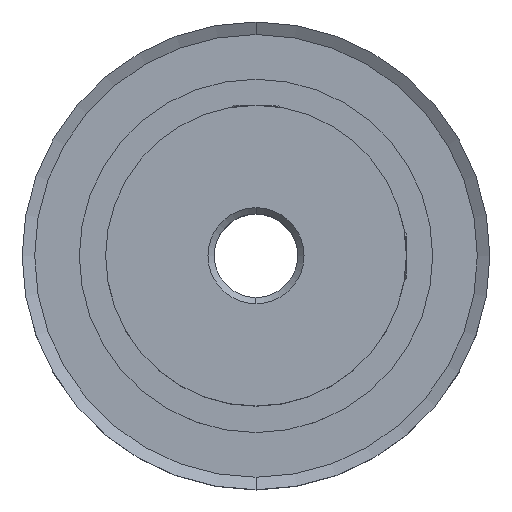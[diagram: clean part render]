
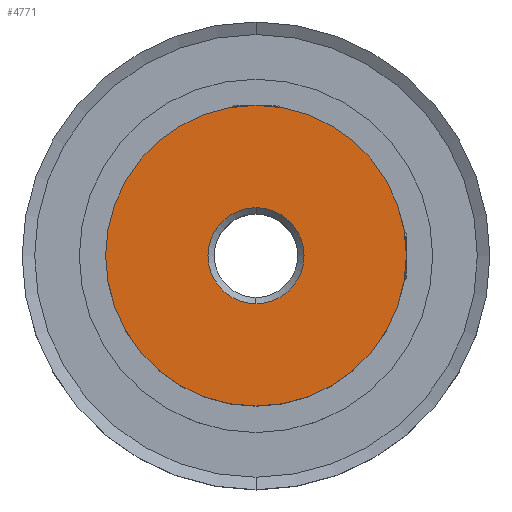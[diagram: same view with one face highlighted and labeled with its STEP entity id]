
A CAD part, top view. The second image highlights one B-rep face of the part: STEP entity #4771.
In plain terms, the highlighted planar face has unit normal (0, 0, 1).
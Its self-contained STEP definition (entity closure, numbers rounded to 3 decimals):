
#14=CARTESIAN_POINT('',(0.,0.,7.7));
#15=DIRECTION('',(0.,0.,1.));
#16=DIRECTION('',(0.,1.,0.));
#17=AXIS2_PLACEMENT_3D('',#14,#15,#16);
#19=CARTESIAN_POINT('',(0.,0.,7.7));
#20=DIRECTION('',(0.,0.,-1.));
#21=DIRECTION('',(0.,1.,0.));
#22=AXIS2_PLACEMENT_3D('',#19,#20,#21);
#29=CARTESIAN_POINT('',(0.,0.,7.7));
#30=DIRECTION('',(0.,0.,-1.));
#31=DIRECTION('',(0.,1.,0.));
#32=AXIS2_PLACEMENT_3D('',#29,#30,#31);
#3479=CARTESIAN_POINT('',(0.,0.,7.7));
#3480=DIRECTION('',(0.,0.,1.));
#3481=DIRECTION('',(0.,1.,0.));
#3482=AXIS2_PLACEMENT_3D('',#3479,#3480,#3481);
#3794=CARTESIAN_POINT('',(0.,10.8,7.7));
#3795=CARTESIAN_POINT('',(0.,-10.8,7.7));
#3796=VERTEX_POINT('',#3794);
#3797=VERTEX_POINT('',#3795);
#4182=CARTESIAN_POINT('',(0.,3.45,7.7));
#4183=CARTESIAN_POINT('',(0.,-3.45,7.7));
#4184=VERTEX_POINT('',#4182);
#4185=VERTEX_POINT('',#4183);
#4754=CARTESIAN_POINT('',(0.,0.,7.7));
#4755=DIRECTION('',(0.,0.,-1.));
#4756=DIRECTION('',(0.,-1.,0.));
#4757=AXIS2_PLACEMENT_3D('',#4754,#4755,#4756);
#4758=PLANE('',#4757);
#4760=ORIENTED_EDGE('',*,*,#4759,.F.);
#4762=ORIENTED_EDGE('',*,*,#4761,.T.);
#4763=EDGE_LOOP('',(#4760,#4762));
#4764=FACE_OUTER_BOUND('',#4763,.F.);
#4766=ORIENTED_EDGE('',*,*,#4765,.F.);
#4768=ORIENTED_EDGE('',*,*,#4767,.T.);
#4769=EDGE_LOOP('',(#4766,#4768));
#4770=FACE_BOUND('',#4769,.F.);
#18=CIRCLE('',#17,10.8);
#23=CIRCLE('',#22,10.8);
#33=CIRCLE('',#32,3.45);
#3483=CIRCLE('',#3482,3.45);
#4759=EDGE_CURVE('',#3796,#3797,#18,.T.);
#4761=EDGE_CURVE('',#3796,#3797,#23,.T.);
#4765=EDGE_CURVE('',#4184,#4185,#33,.T.);
#4767=EDGE_CURVE('',#4184,#4185,#3483,.T.);
#4771=ADVANCED_FACE('',(#4764,#4770),#4758,.F.);
